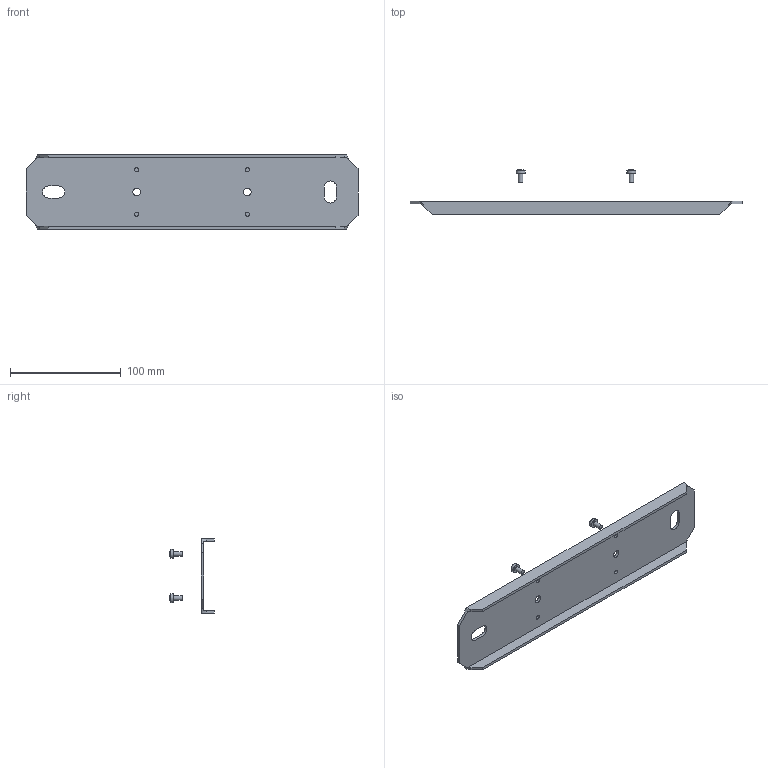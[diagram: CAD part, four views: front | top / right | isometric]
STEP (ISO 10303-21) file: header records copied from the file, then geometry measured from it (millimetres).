
FILE_DESCRIPTION (( 'STEP AP214' ), '1' );
FILE_NAME ('7218168.stp', '2023-09-12T09:23:13', ( '' ), ( '' ), 'SwSTEP 2.0', 'SolidWorks 2022', '' );
FILE_SCHEMA (( 'AUTOMOTIVE_DESIGN' ));
Length unit declared in the file: millimetre
Products named in the file (3): 182616_Für Kanalbreite 200 mm; 35104466_Standard; 7218168
Assembly tree (5 placements, depth 2):
  7218168
    182616_Für Kanalbreite 200 mm
    35104466_Standard  x4
Bounding box: 300 x 40.48 x 67 mm (x, y, z)
Volume: 61980.9 mm3; surface area: 52339.2 mm2
Topology: 5 solids, 5 shells, 108 faces, 285 edges, 191 vertices
Faces by surface type: plane 82, cylinder 18, bspline 8
Full cylindrical faces by diameter (mm): 3.6 x4, 4 x4, 7 x2, 8 x4
Entity records: 2009 total; most frequent: CARTESIAN_POINT 593, ORIENTED_EDGE 272, DIRECTION 238, EDGE_CURVE 136, VERTEX_POINT 96, AXIS2_PLACEMENT_3D 81, EDGE_LOOP 80, LINE 76
